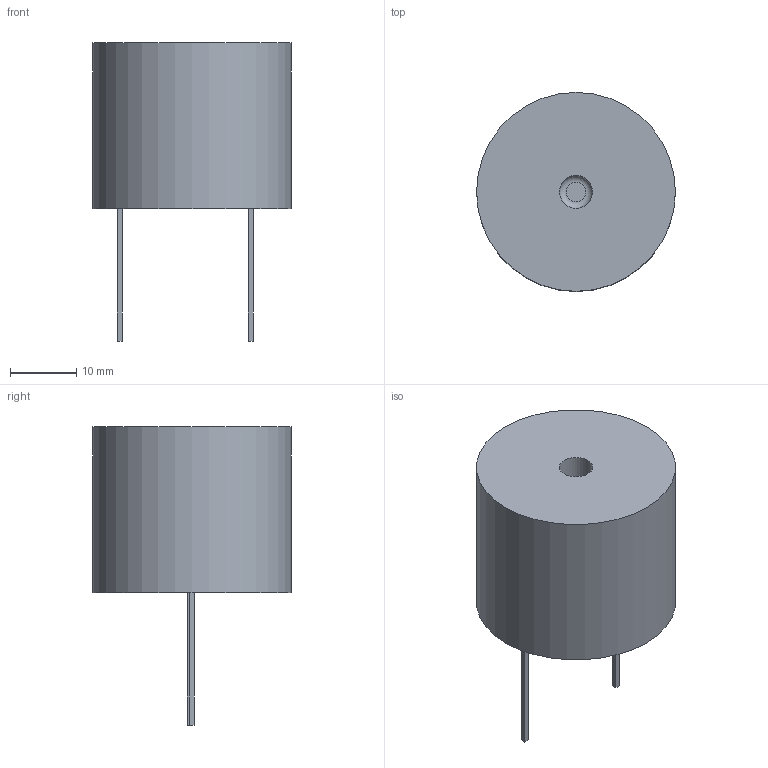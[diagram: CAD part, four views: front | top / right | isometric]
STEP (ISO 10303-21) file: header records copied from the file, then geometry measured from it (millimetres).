
FILE_DESCRIPTION(/* description */ (''),/* implementation_level */ '2;1');
FILE_NAME(/* name */ 'Buzzer.step',/* time_stamp */ '2020-09-17T21:23:22+06:00',/* author */ (''),/* organization */ (''),/* preprocessor_version */ 'ST-DEVELOPER v18.1',/* originating_system */ 'Autodesk Translation Framework v9.3.0.1241',/* authorisation */ '');
FILE_SCHEMA (('AUTOMOTIVE_DESIGN { 1 0 10303 214 3 1 1 }'));
Length unit declared in the file: millimetre
Products named in the file (1): Untitled
Bounding box: 30 x 30 x 45 mm (x, y, z)
Volume: 17500.7 mm3; surface area: 4039.8 mm2
Topology: 1 solids, 1 shells, 16 faces, 32 edges, 21 vertices
Faces by surface type: plane 13, cylinder 2, torus 1
Full cylindrical faces by diameter (mm): 5 x1, 30 x1
Entity records: 454 total; most frequent: DIRECTION 72, CARTESIAN_POINT 70, ORIENTED_EDGE 64, EDGE_CURVE 32, LINE 26, VECTOR 26, AXIS2_PLACEMENT_3D 23, VERTEX_POINT 21
